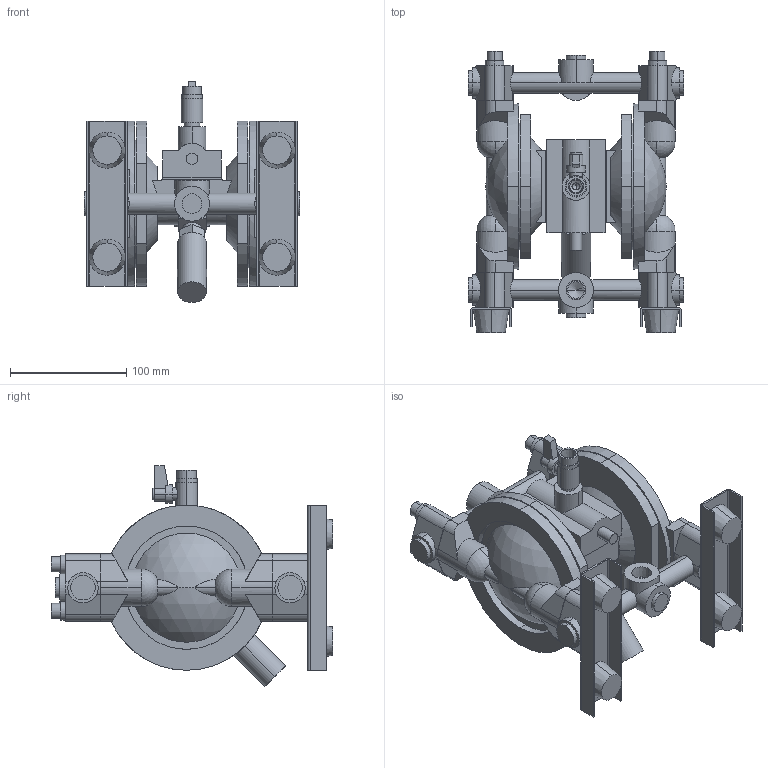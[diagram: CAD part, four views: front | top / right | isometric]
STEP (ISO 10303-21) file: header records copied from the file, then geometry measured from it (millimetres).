
FILE_DESCRIPTION (( 'STEP AP214' ), '1' );
FILE_NAME ('DP-10BA_.STEP', '2009-03-04T05:43:42', ( ' ' ), ( ' ' ), 'SwSTEP 2.0', 'SolidWorks 2006303', '' );
FILE_SCHEMA (( 'AUTOMOTIVE_DESIGN' ));
Length unit declared in the file: millimetre
Products named in the file (1): DP-10BA_
Bounding box: 185.6 x 241.6 x 189.88 mm (x, y, z)
Volume: 1549102.4 mm3; surface area: 242239.6 mm2
Topology: 2 solids, 3 shells, 441 faces, 1179 edges, 760 vertices
Faces by surface type: plane 216, cylinder 177, cone 32, sphere 16
Entity records: 14973 total; most frequent: CARTESIAN_POINT 3890, DIRECTION 2365, ORIENTED_EDGE 2334, EDGE_CURVE 1167, AXIS2_PLACEMENT_3D 893, VERTEX_POINT 760, VECTOR 579, LINE 579
